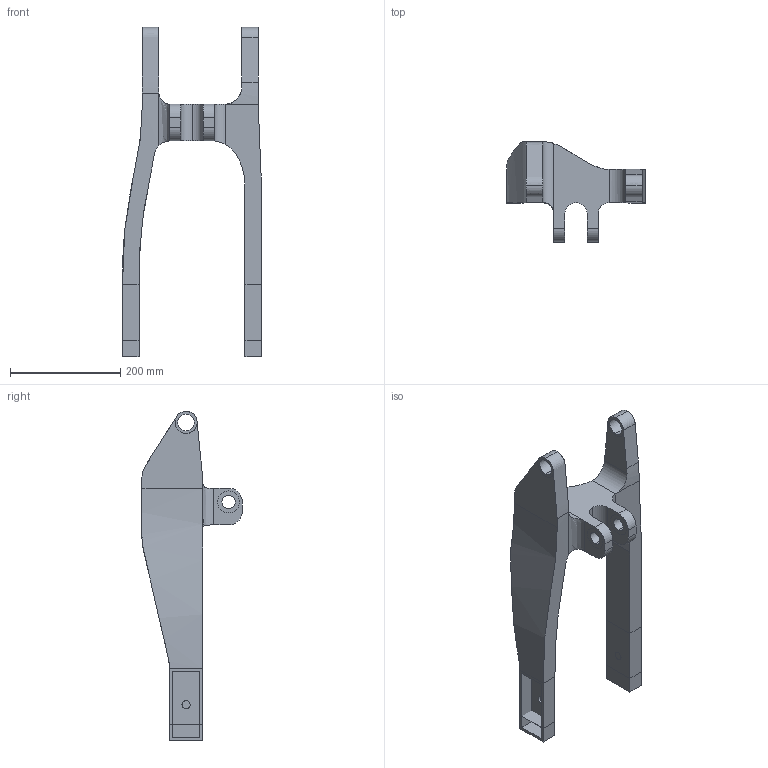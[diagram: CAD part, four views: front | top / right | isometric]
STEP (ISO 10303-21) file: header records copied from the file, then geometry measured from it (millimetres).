
FILE_DESCRIPTION (( 'STEP AP203' ), '1' );
FILE_NAME ('ver_4.2.STEP', '2020-04-13T13:10:39', ( '' ), ( '' ), 'SwSTEP 2.0', 'SolidWorks 2018', '' );
FILE_SCHEMA (( 'CONFIG_CONTROL_DESIGN' ));
Length unit declared in the file: millimetre
Products named in the file (1): ver_4.2
Bounding box: 252 x 182.51 x 597 mm (x, y, z)
Surface area: 362626 mm2 (no closed solid volume)
Topology: 0 solids, 7 shells, 95 faces, 249 edges, 164 vertices
Faces by surface type: plane 51, cylinder 32, bspline 12
Entity records: 6499 total; most frequent: CARTESIAN_POINT 4118, ORIENTED_EDGE 472, DIRECTION 450, EDGE_CURVE 249, VERTEX_POINT 164, AXIS2_PLACEMENT_3D 155, LINE 140, VECTOR 140
